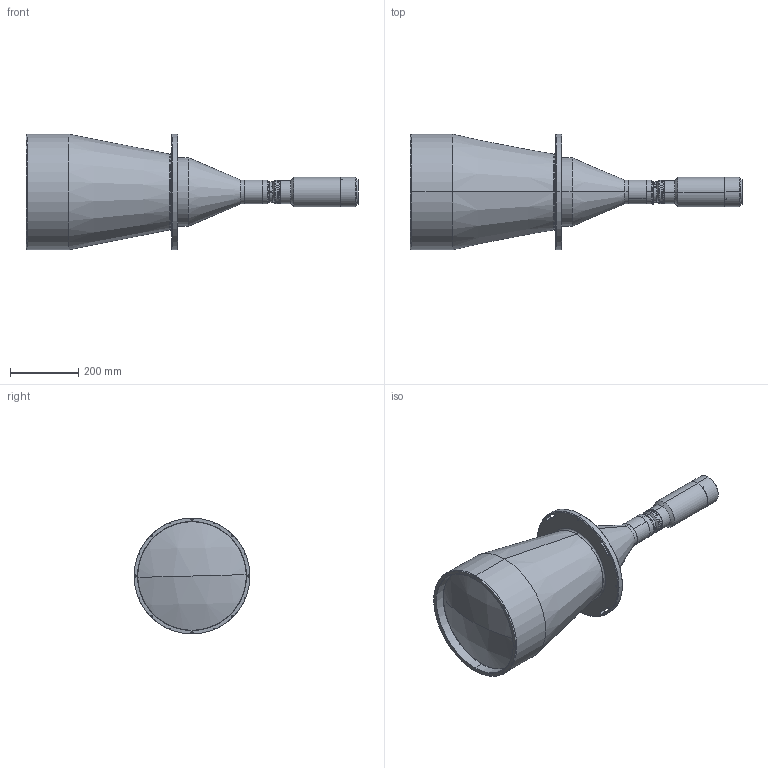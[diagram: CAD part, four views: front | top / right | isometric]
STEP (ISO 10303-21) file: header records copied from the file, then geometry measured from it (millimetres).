
FILE_DESCRIPTION (( 'STEP AP203' ), '1' );
FILE_NAME ('XF-PTL31057-M72-11.48-VI.STEP', '2019-06-14T02:32:17', ( 'puyufan' ), ( '' ), 'SwSTEP 2.0', 'SolidWorks 2014', '' );
FILE_SCHEMA (( 'CONFIG_CONTROL_DESIGN' ));
Length unit declared in the file: millimetre
Products named in the file (1): XF-PTL31057-M72-11.48-VI
Bounding box: 975.22 x 340 x 340 mm (x, y, z)
Surface area: 900503.5 mm2 (no closed solid volume)
Topology: 0 solids, 79 shells, 329 faces, 1907 edges, 1625 vertices
Faces by surface type: cylinder 205, plane 64, cone 38, torus 20, sphere 2
Entity records: 27224 total; most frequent: CARTESIAN_POINT 12796, DIRECTION 2961, ORIENTED_EDGE 2475, EDGE_CURVE 1907, VERTEX_POINT 1625, AXIS2_PLACEMENT_3D 1165, CIRCLE 835, VECTOR 631
